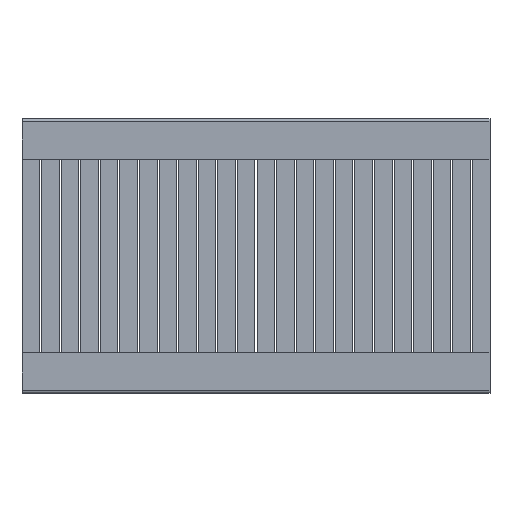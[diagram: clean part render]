
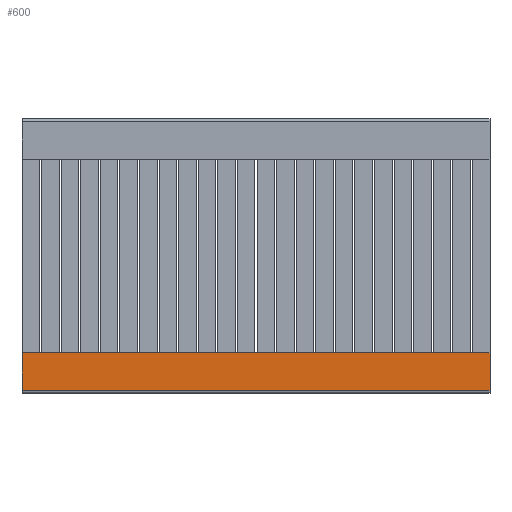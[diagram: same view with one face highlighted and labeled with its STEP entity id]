
A CAD part, top view. The second image highlights one B-rep face of the part: STEP entity #600.
In plain terms, the highlighted planar face has unit normal (0, 0, 1).
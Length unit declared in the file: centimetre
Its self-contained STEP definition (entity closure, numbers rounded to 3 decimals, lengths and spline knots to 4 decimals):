
#600=ADVANCED_FACE('',(#808),#3173,.T.);
#808=FACE_OUTER_BOUND('',#1016,.T.);
#1016=EDGE_LOOP('',(#1813,#1814,#1815,#1816));
#1813=ORIENTED_EDGE('',*,*,#2263,.T.);
#1814=ORIENTED_EDGE('',*,*,#2264,.T.);
#1815=ORIENTED_EDGE('',*,*,#2265,.F.);
#1816=ORIENTED_EDGE('',*,*,#2260,.F.);
#2260=EDGE_CURVE('',#2966,#2967,#2676,.T.);
#2263=EDGE_CURVE('',#2966,#2969,#2679,.T.);
#2264=EDGE_CURVE('',#2969,#2970,#2680,.T.);
#2265=EDGE_CURVE('',#2967,#2970,#2681,.T.);
#2676=B_SPLINE_CURVE_WITH_KNOTS('',1,(#5254,#5255),.UNSPECIFIED.,.F.,.F.,
(2,2),(0.,159.9849),.UNSPECIFIED.);
#2679=B_SPLINE_CURVE_WITH_KNOTS('',3,(#5283,#5284,#5285,#5286),
 .UNSPECIFIED.,.F.,.F.,(4,4),(-169.2103,-156.2603),
 .UNSPECIFIED.);
#2680=B_SPLINE_CURVE_WITH_KNOTS('',1,(#5287,#5288),.UNSPECIFIED.,.F.,.F.,
(2,2),(0.,159.9849),.UNSPECIFIED.);
#2681=B_SPLINE_CURVE_WITH_KNOTS('',3,(#5289,#5290,#5291,#5292),
 .UNSPECIFIED.,.F.,.F.,(4,4),(-169.2103,-156.2603),
 .UNSPECIFIED.);
#2966=VERTEX_POINT('',#5220);
#2967=VERTEX_POINT('',#5221);
#2969=VERTEX_POINT('',#5223);
#2970=VERTEX_POINT('',#5224);
#3173=PLANE('',#3418);
#3418=AXIS2_PLACEMENT_3D('',#5176,#3628,$);
#3628=DIRECTION('',(0.,0.,1.));
#5176=CARTESIAN_POINT('',(131.5343,-12.95,40.));
#5220=CARTESIAN_POINT('',(131.5343,-12.95,40.));
#5221=CARTESIAN_POINT('',(-28.4506,-12.95,40.));
#5223=CARTESIAN_POINT('',(131.5343,0.,40.));
#5224=CARTESIAN_POINT('',(-28.4506,0.,40.));
#5254=CARTESIAN_POINT('',(131.5343,-12.95,40.));
#5255=CARTESIAN_POINT('',(-28.4506,-12.95,40.));
#5283=CARTESIAN_POINT('',(131.5343,-12.95,40.));
#5284=CARTESIAN_POINT('',(131.5343,-8.6333,40.));
#5285=CARTESIAN_POINT('',(131.5343,-4.3167,40.));
#5286=CARTESIAN_POINT('',(131.5343,0.,40.));
#5287=CARTESIAN_POINT('',(131.5343,0.,40.));
#5288=CARTESIAN_POINT('',(-28.4506,0.,40.));
#5289=CARTESIAN_POINT('',(-28.4506,-12.95,40.));
#5290=CARTESIAN_POINT('',(-28.4506,-8.6333,40.));
#5291=CARTESIAN_POINT('',(-28.4506,-4.3167,40.));
#5292=CARTESIAN_POINT('',(-28.4506,0.,40.));
